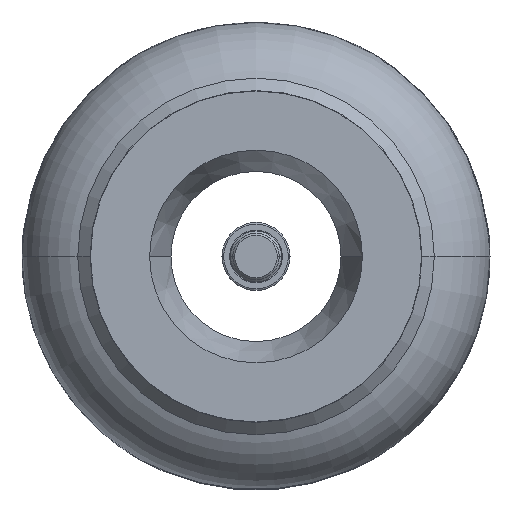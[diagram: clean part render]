
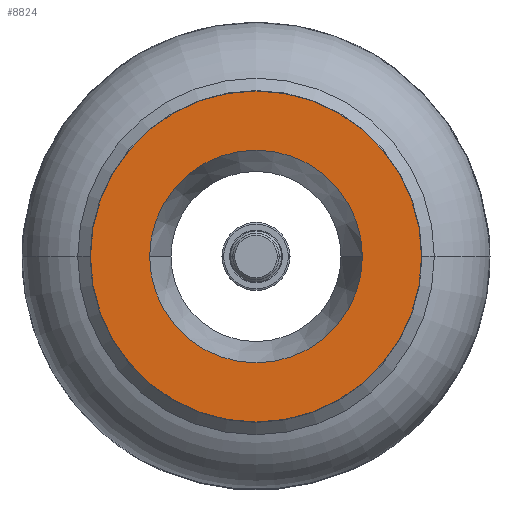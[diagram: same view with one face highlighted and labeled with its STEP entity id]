
A CAD part, front view. The second image highlights one B-rep face of the part: STEP entity #8824.
In plain terms, the highlighted planar face has unit normal (0, -1, 0).
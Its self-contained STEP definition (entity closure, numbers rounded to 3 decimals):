
#1=CARTESIAN_POINT('',(0.,0.,0.));
#2=DIRECTION('',(0.,-1.,0.));
#3=DIRECTION('',(1.,0.,0.));
#4=AXIS2_PLACEMENT_3D('',#1,#2,#3);
#6=CARTESIAN_POINT('',(0.,0.,0.));
#7=DIRECTION('',(0.,-1.,0.));
#8=DIRECTION('',(-1.,0.,0.));
#9=AXIS2_PLACEMENT_3D('',#6,#7,#8);
#19=CARTESIAN_POINT('',(0.,0.,0.));
#20=DIRECTION('',(0.,1.,0.));
#21=DIRECTION('',(1.,0.,0.));
#22=AXIS2_PLACEMENT_3D('',#19,#20,#21);
#24=CARTESIAN_POINT('',(0.,0.,0.));
#25=DIRECTION('',(0.,-1.,0.));
#26=DIRECTION('',(1.,0.,0.));
#27=AXIS2_PLACEMENT_3D('',#24,#25,#26);
#7460=CARTESIAN_POINT('',(19.455,0.,0.));
#7462=VERTEX_POINT('',#7460);
#7472=CARTESIAN_POINT('',(-19.455,0.,0.));
#7474=VERTEX_POINT('',#7472);
#7586=CARTESIAN_POINT('',(12.5,0.,0.));
#7587=CARTESIAN_POINT('',(-12.5,0.,0.));
#7588=VERTEX_POINT('',#7586);
#7589=VERTEX_POINT('',#7587);
#8807=CARTESIAN_POINT('',(0.,0.,0.));
#8808=DIRECTION('',(0.,-1.,0.));
#8809=DIRECTION('',(-1.,0.,0.));
#8810=AXIS2_PLACEMENT_3D('',#8807,#8808,#8809);
#8811=PLANE('',#8810);
#8813=ORIENTED_EDGE('',*,*,#8812,.T.);
#8815=ORIENTED_EDGE('',*,*,#8814,.F.);
#8816=EDGE_LOOP('',(#8813,#8815));
#8817=FACE_OUTER_BOUND('',#8816,.F.);
#8819=ORIENTED_EDGE('',*,*,#8818,.T.);
#8821=ORIENTED_EDGE('',*,*,#8820,.T.);
#8822=EDGE_LOOP('',(#8819,#8821));
#8823=FACE_BOUND('',#8822,.F.);
#8824=ADVANCED_FACE('',(#8817,#8823),#8811,.T.);
#5=CIRCLE('',#4,12.5);
#10=CIRCLE('',#9,12.5);
#23=CIRCLE('',#22,19.455);
#28=CIRCLE('',#27,19.455);
#8812=EDGE_CURVE('',#7462,#7474,#23,.T.);
#8814=EDGE_CURVE('',#7462,#7474,#28,.T.);
#8818=EDGE_CURVE('',#7588,#7589,#5,.T.);
#8820=EDGE_CURVE('',#7589,#7588,#10,.T.);
